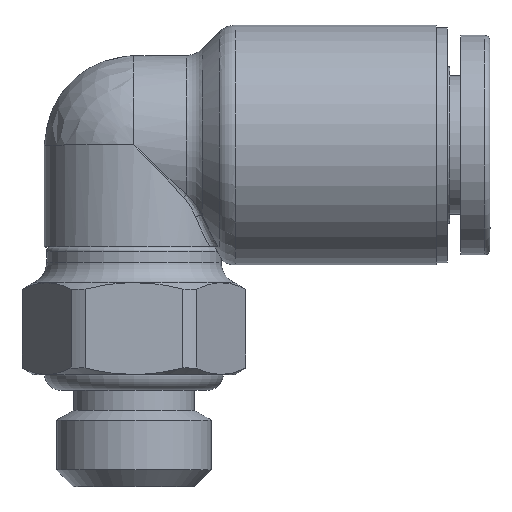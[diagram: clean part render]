
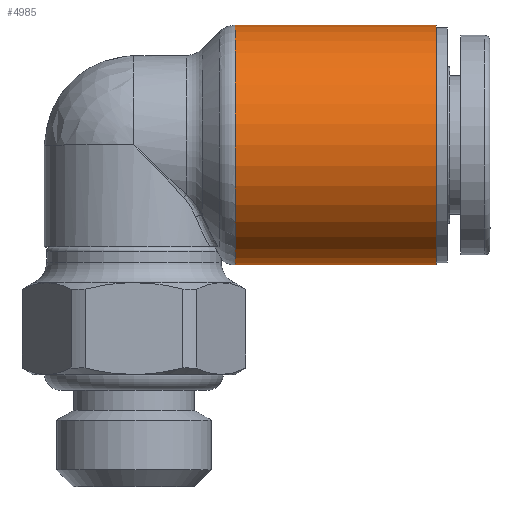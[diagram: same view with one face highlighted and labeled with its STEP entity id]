
A CAD part, top view. The second image highlights one B-rep face of the part: STEP entity #4985.
In plain terms, the highlighted cylindrical face has radius 5.35 mm (diameter 10.7 mm), a full revolution.
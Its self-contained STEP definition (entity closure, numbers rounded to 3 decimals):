
#65 = AXIS2_PLACEMENT_3D ( 'NONE', #1881, #5028, #2335 ) ;
#167 = CARTESIAN_POINT ( 'NONE',  ( 13.5, 4.55, 0. ) ) ;
#280 = CYLINDRICAL_SURFACE ( 'NONE', #1950, 5.35 ) ;
#487 = DIRECTION ( 'NONE',  ( 1., 0., 0. ) ) ;
#622 = DIRECTION ( 'NONE',  ( 0., 0., 1. ) ) ;
#855 = EDGE_CURVE ( 'NONE', #3634, #3634, #1001, .T. ) ;
#996 = CARTESIAN_POINT ( 'NONE',  ( 13.5, 4.55, 5.35 ) ) ;
#1001 = CIRCLE ( 'NONE', #1221, 5.35 ) ;
#1221 = AXIS2_PLACEMENT_3D ( 'NONE', #167, #3302, #622 ) ;
#1881 = CARTESIAN_POINT ( 'NONE',  ( 4.514, 4.55, 0. ) ) ;
#1950 = AXIS2_PLACEMENT_3D ( 'NONE', #3177, #487, #2291 ) ;
#2020 = FACE_OUTER_BOUND ( 'NONE', #2657, .T. ) ;
#2291 = DIRECTION ( 'NONE',  ( 0., 0., 1. ) ) ;
#2335 = DIRECTION ( 'NONE',  ( 0., 0., 1. ) ) ;
#2657 = EDGE_LOOP ( 'NONE', ( #5659 ) ) ;
#3074 = FACE_OUTER_BOUND ( 'NONE', #5205, .T. ) ;
#3177 = CARTESIAN_POINT ( 'NONE',  ( 13.5, 4.55, 0. ) ) ;
#3302 = DIRECTION ( 'NONE',  ( 1., 0., 0. ) ) ;
#3634 = VERTEX_POINT ( 'NONE', #996 ) ;
#3722 = EDGE_CURVE ( 'NONE', #4381, #4381, #5419, .T. ) ;
#4151 = CARTESIAN_POINT ( 'NONE',  ( 4.514, 4.55, 5.35 ) ) ;
#4381 = VERTEX_POINT ( 'NONE', #4151 ) ;
#4985 = ADVANCED_FACE ( 'NONE', ( #3074, #2020 ), #280, .T. ) ;
#5028 = DIRECTION ( 'NONE',  ( 1., 0., 0. ) ) ;
#5205 = EDGE_LOOP ( 'NONE', ( #5443 ) ) ;
#5419 = CIRCLE ( 'NONE', #65, 5.35 ) ;
#5443 = ORIENTED_EDGE ( 'NONE', *, *, #3722, .T. ) ;
#5659 = ORIENTED_EDGE ( 'NONE', *, *, #855, .F. ) ;
